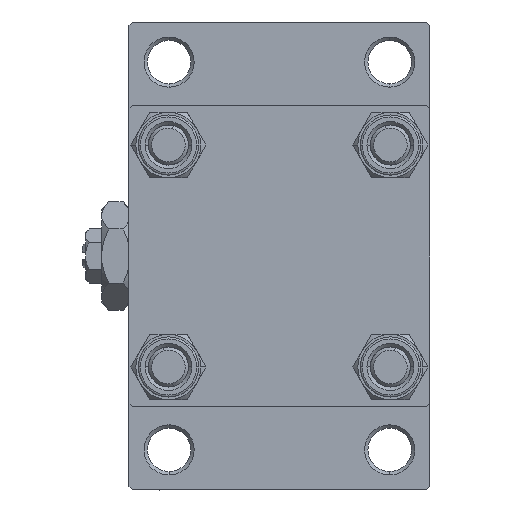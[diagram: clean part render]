
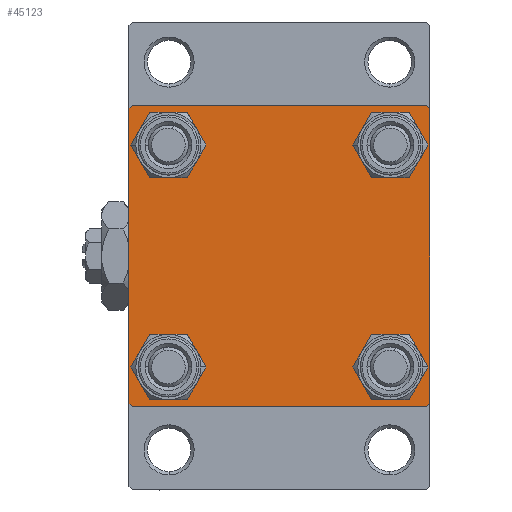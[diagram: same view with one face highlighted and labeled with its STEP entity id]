
A CAD part, left-side view. The second image highlights one B-rep face of the part: STEP entity #45123.
In plain terms, the highlighted planar face has unit normal (-1, 0, 0).
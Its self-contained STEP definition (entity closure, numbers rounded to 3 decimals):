
#492 = ORIENTED_EDGE ( 'NONE', *, *, #2898, .T. ) ;
#609 = VERTEX_POINT ( 'NONE', #19070 ) ;
#686 = DIRECTION ( 'NONE',  ( 0., 0.707, 0.707 ) ) ;
#1042 = DIRECTION ( 'NONE',  ( 0., -0.707, -0.707 ) ) ;
#1338 = EDGE_CURVE ( 'NONE', #39006, #609, #18433, .T. ) ;
#1567 = DIRECTION ( 'NONE',  ( 1., 0., 0. ) ) ;
#1764 = VERTEX_POINT ( 'NONE', #35560 ) ;
#2029 = AXIS2_PLACEMENT_3D ( 'NONE', #11271, #7242, #49773 ) ;
#2751 = DIRECTION ( 'NONE',  ( 1., 0., 0. ) ) ;
#2898 = EDGE_CURVE ( 'NONE', #26999, #6104, #47410, .T. ) ;
#3138 = DIRECTION ( 'NONE',  ( 0., 0., -1. ) ) ;
#4316 = LINE ( 'NONE', #46871, #22094 ) ;
#4732 = DIRECTION ( 'NONE',  ( 1., 0., 0. ) ) ;
#4937 = ORIENTED_EDGE ( 'NONE', *, *, #36442, .T. ) ;
#5157 = LINE ( 'NONE', #39167, #31765 ) ;
#5276 = CARTESIAN_POINT ( 'NONE',  ( 0., -22.5, 22.5 ) ) ;
#5376 = CIRCLE ( 'NONE', #33525, 3.5 ) ;
#5486 = CARTESIAN_POINT ( 'NONE',  ( 0., 16.6, 20.1 ) ) ;
#5850 = CARTESIAN_POINT ( 'NONE',  ( 0., -16.6, -20.1 ) ) ;
#6104 = VERTEX_POINT ( 'NONE', #32340 ) ;
#6129 = CARTESIAN_POINT ( 'NONE',  ( 0., 22.5, -22. ) ) ;
#6217 = CARTESIAN_POINT ( 'NONE',  ( 0., -22.5, 22. ) ) ;
#6523 = PLANE ( 'NONE',  #48621 ) ;
#7119 = DIRECTION ( 'NONE',  ( 1., 0., 0. ) ) ;
#7242 = DIRECTION ( 'NONE',  ( 1., 0., 0. ) ) ;
#7274 = FACE_BOUND ( 'NONE', #24294, .T. ) ;
#7353 = VERTEX_POINT ( 'NONE', #5850 ) ;
#8489 = VERTEX_POINT ( 'NONE', #27330 ) ;
#9347 = CARTESIAN_POINT ( 'NONE',  ( 0., -16.6, 20.1 ) ) ;
#10109 = VERTEX_POINT ( 'NONE', #13294 ) ;
#10304 = FACE_OUTER_BOUND ( 'NONE', #14286, .T. ) ;
#10330 = ORIENTED_EDGE ( 'NONE', *, *, #32997, .T. ) ;
#10476 = ORIENTED_EDGE ( 'NONE', *, *, #1338, .T. ) ;
#10653 = DIRECTION ( 'NONE',  ( 0., -0.707, 0.707 ) ) ;
#10717 = LINE ( 'NONE', #26075, #31139 ) ;
#11223 = AXIS2_PLACEMENT_3D ( 'NONE', #29953, #2751, #45808 ) ;
#11260 = ORIENTED_EDGE ( 'NONE', *, *, #12148, .T. ) ;
#11271 = CARTESIAN_POINT ( 'NONE',  ( 0., -16.6, 16.6 ) ) ;
#11835 = CARTESIAN_POINT ( 'NONE',  ( 0., -22., -22.5 ) ) ;
#12117 = CIRCLE ( 'NONE', #35431, 3.5 ) ;
#12148 = EDGE_CURVE ( 'NONE', #18010, #8489, #19502, .T. ) ;
#12533 = EDGE_CURVE ( 'NONE', #609, #39006, #36352, .T. ) ;
#13082 = DIRECTION ( 'NONE',  ( 1., 0., 0. ) ) ;
#13294 = CARTESIAN_POINT ( 'NONE',  ( 0., 22., -22.5 ) ) ;
#14177 = VERTEX_POINT ( 'NONE', #6217 ) ;
#14286 = EDGE_LOOP ( 'NONE', ( #19899, #28159, #20378, #10330, #22631, #4937, #41192, #40303 ) ) ;
#14294 = VERTEX_POINT ( 'NONE', #30861 ) ;
#14933 = CARTESIAN_POINT ( 'NONE',  ( 0., -22.5, -22. ) ) ;
#15508 = AXIS2_PLACEMENT_3D ( 'NONE', #21411, #13082, #28939 ) ;
#16976 = VECTOR ( 'NONE', #686, 1000. ) ;
#16979 = VECTOR ( 'NONE', #10653, 1000. ) ;
#18010 = VERTEX_POINT ( 'NONE', #9347 ) ;
#18433 = CIRCLE ( 'NONE', #46548, 3.5 ) ;
#18708 = CARTESIAN_POINT ( 'NONE',  ( 0., 22.5, 22.5 ) ) ;
#19070 = CARTESIAN_POINT ( 'NONE',  ( 0., 16.6, -13.1 ) ) ;
#19414 = CARTESIAN_POINT ( 'NONE',  ( 0., 22.5, -22.5 ) ) ;
#19502 = CIRCLE ( 'NONE', #34748, 3.5 ) ;
#19821 = ORIENTED_EDGE ( 'NONE', *, *, #26866, .T. ) ;
#19855 = CARTESIAN_POINT ( 'NONE',  ( 0., 16.6, 16.6 ) ) ;
#19899 = ORIENTED_EDGE ( 'NONE', *, *, #27520, .T. ) ;
#20126 = DIRECTION ( 'NONE',  ( 0., 0., 1. ) ) ;
#20378 = ORIENTED_EDGE ( 'NONE', *, *, #36151, .T. ) ;
#20488 = DIRECTION ( 'NONE',  ( 0., 0., 1. ) ) ;
#20531 = EDGE_CURVE ( 'NONE', #33616, #10109, #4316, .T. ) ;
#20638 = ORIENTED_EDGE ( 'NONE', *, *, #49635, .T. ) ;
#21411 = CARTESIAN_POINT ( 'NONE',  ( 0., 16.6, -16.6 ) ) ;
#21902 = CARTESIAN_POINT ( 'NONE',  ( 0., 0., 0. ) ) ;
#22094 = VECTOR ( 'NONE', #1042, 1000. ) ;
#22490 = DIRECTION ( 'NONE',  ( 0., 0., 1. ) ) ;
#22631 = ORIENTED_EDGE ( 'NONE', *, *, #25940, .F. ) ;
#22643 = FACE_BOUND ( 'NONE', #35001, .T. ) ;
#22869 = CIRCLE ( 'NONE', #45434, 3.5 ) ;
#23427 = LINE ( 'NONE', #19414, #29799 ) ;
#23893 = CARTESIAN_POINT ( 'NONE',  ( 0., 16.6, -16.6 ) ) ;
#24004 = CARTESIAN_POINT ( 'NONE',  ( 0., -16.6, 16.6 ) ) ;
#24294 = EDGE_LOOP ( 'NONE', ( #11260, #20638 ) ) ;
#24361 = DIRECTION ( 'NONE',  ( 0., 0., 1. ) ) ;
#25940 = EDGE_CURVE ( 'NONE', #14177, #48220, #32459, .T. ) ;
#26075 = CARTESIAN_POINT ( 'NONE',  ( 0., 22.5, 22.5 ) ) ;
#26866 = EDGE_CURVE ( 'NONE', #7353, #41478, #5376, .T. ) ;
#26999 = VERTEX_POINT ( 'NONE', #5486 ) ;
#27330 = CARTESIAN_POINT ( 'NONE',  ( 0., -16.6, 13.1 ) ) ;
#27520 = EDGE_CURVE ( 'NONE', #1764, #33616, #10717, .T. ) ;
#27630 = LINE ( 'NONE', #31404, #16976 ) ;
#28159 = ORIENTED_EDGE ( 'NONE', *, *, #20531, .T. ) ;
#28939 = DIRECTION ( 'NONE',  ( 0., 0., 1. ) ) ;
#29668 = CARTESIAN_POINT ( 'NONE',  ( 0., -16.6, -16.6 ) ) ;
#29786 = LINE ( 'NONE', #49412, #16979 ) ;
#29799 = VECTOR ( 'NONE', #47075, 1000. ) ;
#29895 = ORIENTED_EDGE ( 'NONE', *, *, #12533, .T. ) ;
#29953 = CARTESIAN_POINT ( 'NONE',  ( 0., 16.6, 16.6 ) ) ;
#30861 = CARTESIAN_POINT ( 'NONE',  ( 0., -22., 22.5 ) ) ;
#31139 = VECTOR ( 'NONE', #3138, 1000. ) ;
#31404 = CARTESIAN_POINT ( 'NONE',  ( 0., -22.25, 22.25 ) ) ;
#31760 = VECTOR ( 'NONE', #38561, 1000. ) ;
#31765 = VECTOR ( 'NONE', #47207, 1000. ) ;
#32311 = EDGE_CURVE ( 'NONE', #6104, #26999, #12117, .T. ) ;
#32340 = CARTESIAN_POINT ( 'NONE',  ( 0., 16.6, 13.1 ) ) ;
#32459 = LINE ( 'NONE', #5276, #39173 ) ;
#32997 = EDGE_CURVE ( 'NONE', #34842, #48220, #29786, .T. ) ;
#33525 = AXIS2_PLACEMENT_3D ( 'NONE', #38083, #7119, #22490 ) ;
#33616 = VERTEX_POINT ( 'NONE', #6129 ) ;
#34208 = FACE_BOUND ( 'NONE', #47325, .T. ) ;
#34748 = AXIS2_PLACEMENT_3D ( 'NONE', #24004, #1567, #20488 ) ;
#34842 = VERTEX_POINT ( 'NONE', #11835 ) ;
#35001 = EDGE_LOOP ( 'NONE', ( #47348, #19821 ) ) ;
#35122 = CARTESIAN_POINT ( 'NONE',  ( 0., 16.6, -20.1 ) ) ;
#35431 = AXIS2_PLACEMENT_3D ( 'NONE', #19855, #35680, #24361 ) ;
#35560 = CARTESIAN_POINT ( 'NONE',  ( 0., 22.5, 22. ) ) ;
#35680 = DIRECTION ( 'NONE',  ( 1., 0., 0. ) ) ;
#35984 = DIRECTION ( 'NONE',  ( 0., 0., -1. ) ) ;
#36151 = EDGE_CURVE ( 'NONE', #10109, #34842, #23427, .T. ) ;
#36352 = CIRCLE ( 'NONE', #15508, 3.5 ) ;
#36442 = EDGE_CURVE ( 'NONE', #14177, #14294, #27630, .T. ) ;
#36963 = DIRECTION ( 'NONE',  ( 1., 0., 0. ) ) ;
#37234 = DIRECTION ( 'NONE',  ( 0., 0., 1. ) ) ;
#37719 = DIRECTION ( 'NONE',  ( 0., 0., 1. ) ) ;
#37981 = FACE_BOUND ( 'NONE', #47219, .T. ) ;
#38083 = CARTESIAN_POINT ( 'NONE',  ( 0., -16.6, -16.6 ) ) ;
#38433 = CARTESIAN_POINT ( 'NONE',  ( 0., 22., 22.5 ) ) ;
#38561 = DIRECTION ( 'NONE',  ( 0., -1., 0. ) ) ;
#39006 = VERTEX_POINT ( 'NONE', #35122 ) ;
#39167 = CARTESIAN_POINT ( 'NONE',  ( 0., 22.25, 22.25 ) ) ;
#39173 = VECTOR ( 'NONE', #35984, 1000. ) ;
#40303 = ORIENTED_EDGE ( 'NONE', *, *, #45682, .T. ) ;
#41192 = ORIENTED_EDGE ( 'NONE', *, *, #48142, .F. ) ;
#41269 = DIRECTION ( 'NONE',  ( -1., 0., 0. ) ) ;
#41478 = VERTEX_POINT ( 'NONE', #46924 ) ;
#44116 = EDGE_CURVE ( 'NONE', #41478, #7353, #22869, .T. ) ;
#44677 = CIRCLE ( 'NONE', #2029, 3.5 ) ;
#45030 = ORIENTED_EDGE ( 'NONE', *, *, #32311, .T. ) ;
#45123 = ADVANCED_FACE ( 'NONE', ( #7274, #22643, #37981, #34208, #10304 ), #6523, .T. ) ;
#45434 = AXIS2_PLACEMENT_3D ( 'NONE', #29668, #36963, #37719 ) ;
#45682 = EDGE_CURVE ( 'NONE', #46474, #1764, #5157, .T. ) ;
#45808 = DIRECTION ( 'NONE',  ( 0., 0., 1. ) ) ;
#46474 = VERTEX_POINT ( 'NONE', #38433 ) ;
#46548 = AXIS2_PLACEMENT_3D ( 'NONE', #23893, #4732, #20126 ) ;
#46871 = CARTESIAN_POINT ( 'NONE',  ( 0., 22.25, -22.25 ) ) ;
#46924 = CARTESIAN_POINT ( 'NONE',  ( 0., -16.6, -13.1 ) ) ;
#47075 = DIRECTION ( 'NONE',  ( 0., -1., 0. ) ) ;
#47207 = DIRECTION ( 'NONE',  ( 0., 0.707, -0.707 ) ) ;
#47219 = EDGE_LOOP ( 'NONE', ( #29895, #10476 ) ) ;
#47325 = EDGE_LOOP ( 'NONE', ( #492, #45030 ) ) ;
#47348 = ORIENTED_EDGE ( 'NONE', *, *, #44116, .T. ) ;
#47410 = CIRCLE ( 'NONE', #11223, 3.5 ) ;
#48142 = EDGE_CURVE ( 'NONE', #46474, #14294, #49399, .T. ) ;
#48220 = VERTEX_POINT ( 'NONE', #14933 ) ;
#48621 = AXIS2_PLACEMENT_3D ( 'NONE', #21902, #41269, #37234 ) ;
#49399 = LINE ( 'NONE', #18708, #31760 ) ;
#49412 = CARTESIAN_POINT ( 'NONE',  ( 0., -22.25, -22.25 ) ) ;
#49635 = EDGE_CURVE ( 'NONE', #8489, #18010, #44677, .T. ) ;
#49773 = DIRECTION ( 'NONE',  ( 0., 0., 1. ) ) ;
